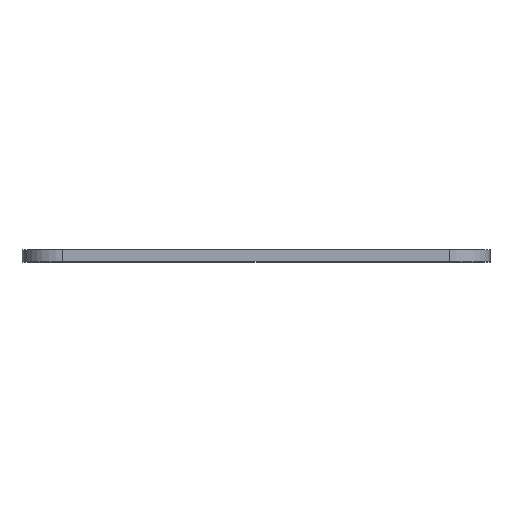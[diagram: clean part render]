
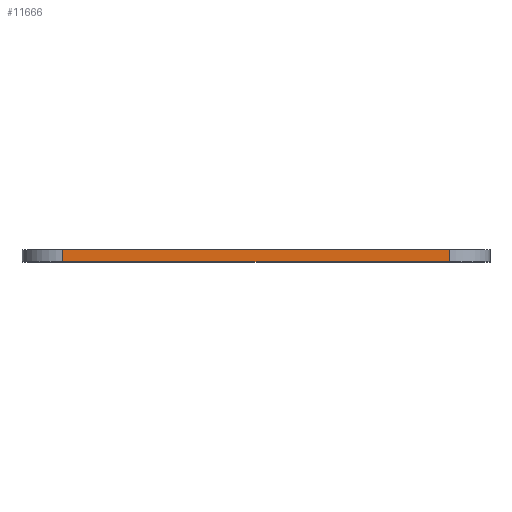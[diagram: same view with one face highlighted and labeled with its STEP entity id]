
A CAD part, top view. The second image highlights one B-rep face of the part: STEP entity #11666.
In plain terms, the highlighted planar face has unit normal (0, 0, 1).
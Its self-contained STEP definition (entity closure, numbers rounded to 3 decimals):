
#160 = DIRECTION ( 'NONE',  ( 1., 0., 0. ) ) ;
#567 = EDGE_CURVE ( 'NONE', #12863, #13295, #20220, .T. ) ;
#944 = CARTESIAN_POINT ( 'NONE',  ( 210., 0., 0. ) ) ;
#1763 = PLANE ( 'NONE',  #8680 ) ;
#2158 = CARTESIAN_POINT ( 'NONE',  ( 20., 0., 0. ) ) ;
#3999 = DIRECTION ( 'NONE',  ( 1., 0., 0. ) ) ;
#4302 = ORIENTED_EDGE ( 'NONE', *, *, #10083, .T. ) ;
#6485 = ORIENTED_EDGE ( 'NONE', *, *, #21126, .T. ) ;
#8669 = CARTESIAN_POINT ( 'NONE',  ( 20., 6., 0. ) ) ;
#8680 = AXIS2_PLACEMENT_3D ( 'NONE', #8780, #21429, #22706 ) ;
#8780 = CARTESIAN_POINT ( 'NONE',  ( 0., 6., 0. ) ) ;
#9002 = CARTESIAN_POINT ( 'NONE',  ( 210., 6., 0. ) ) ;
#9103 = LINE ( 'NONE', #12458, #14421 ) ;
#9226 = FACE_OUTER_BOUND ( 'NONE', #16346, .T. ) ;
#10083 = EDGE_CURVE ( 'NONE', #11851, #13295, #15937, .T. ) ;
#10282 = CARTESIAN_POINT ( 'NONE',  ( 0., 0., 0. ) ) ;
#10285 = DIRECTION ( 'NONE',  ( 0., 1., 0. ) ) ;
#10308 = VECTOR ( 'NONE', #10285, 1000. ) ;
#11654 = CARTESIAN_POINT ( 'NONE',  ( 210., 6., 0. ) ) ;
#11666 = ADVANCED_FACE ( 'NONE', ( #9226 ), #1763, .F. ) ;
#11851 = VERTEX_POINT ( 'NONE', #944 ) ;
#11910 = ORIENTED_EDGE ( 'NONE', *, *, #17007, .T. ) ;
#12458 = CARTESIAN_POINT ( 'NONE',  ( 20., 6., 0. ) ) ;
#12863 = VERTEX_POINT ( 'NONE', #8669 ) ;
#13295 = VERTEX_POINT ( 'NONE', #11654 ) ;
#14421 = VECTOR ( 'NONE', #15923, 1000. ) ;
#15923 = DIRECTION ( 'NONE',  ( 0., -1., 0. ) ) ;
#15937 = LINE ( 'NONE', #9002, #10308 ) ;
#16035 = VECTOR ( 'NONE', #160, 1000. ) ;
#16346 = EDGE_LOOP ( 'NONE', ( #18407, #11910, #6485, #4302 ) ) ;
#17007 = EDGE_CURVE ( 'NONE', #12863, #20327, #9103, .T. ) ;
#18407 = ORIENTED_EDGE ( 'NONE', *, *, #567, .F. ) ;
#19143 = LINE ( 'NONE', #10282, #16035 ) ;
#19800 = VECTOR ( 'NONE', #3999, 1000. ) ;
#19883 = CARTESIAN_POINT ( 'NONE',  ( 0., 6., 0. ) ) ;
#20220 = LINE ( 'NONE', #19883, #19800 ) ;
#20327 = VERTEX_POINT ( 'NONE', #2158 ) ;
#21126 = EDGE_CURVE ( 'NONE', #20327, #11851, #19143, .T. ) ;
#21429 = DIRECTION ( 'NONE',  ( 0., 0., -1. ) ) ;
#22706 = DIRECTION ( 'NONE',  ( -1., 0., 0. ) ) ;
